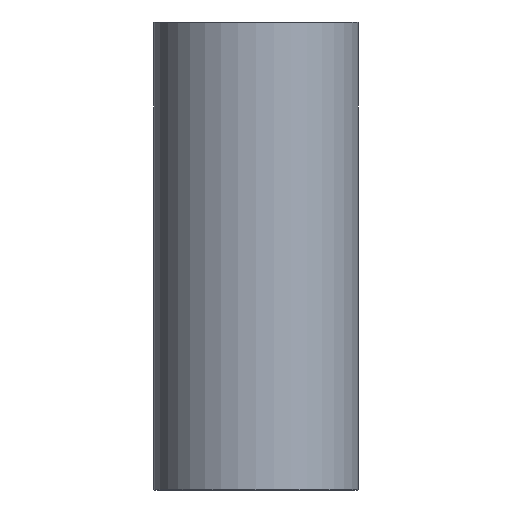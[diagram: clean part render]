
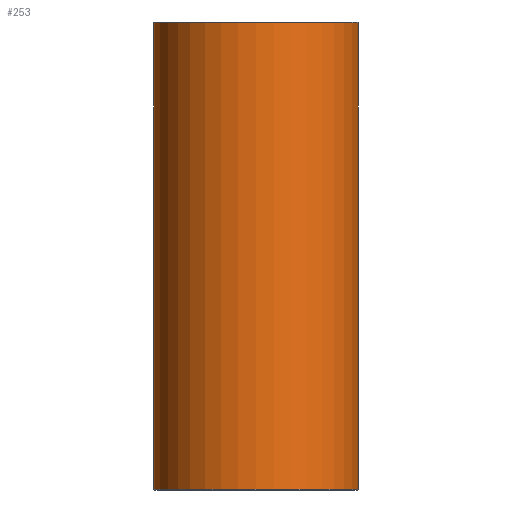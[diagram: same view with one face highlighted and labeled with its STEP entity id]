
A CAD part, left-side view. The second image highlights one B-rep face of the part: STEP entity #253.
In plain terms, the highlighted cylindrical face has radius 91 mm (diameter 182 mm), a full revolution.
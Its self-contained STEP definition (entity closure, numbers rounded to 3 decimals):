
#27=ELLIPSE('',#293,237.794,91.);
#28=ELLIPSE('',#294,98.498,91.);
#29=ELLIPSE('',#296,98.498,91.);
#30=ELLIPSE('',#297,237.794,91.);
#35=LINE('',#437,#44);
#36=LINE('',#443,#45);
#44=VECTOR('',#343,91.);
#45=VECTOR('',#348,91.);
#53=CYLINDRICAL_SURFACE('',#292,91.);
#61=FACE_OUTER_BOUND('',#77,.T.);
#77=EDGE_LOOP('',(#181,#182,#183,#184,#185,#186,#187,#188,#189,#190));
#100=CIRCLE('',#291,91.);
#101=CIRCLE('',#295,91.);
#118=VERTEX_POINT('',#432);
#119=VERTEX_POINT('',#436);
#120=VERTEX_POINT('',#438);
#121=VERTEX_POINT('',#440);
#122=VERTEX_POINT('',#442);
#123=VERTEX_POINT('',#445);
#143=EDGE_CURVE('',#118,#118,#100,.T.);
#144=EDGE_CURVE('',#118,#119,#35,.T.);
#145=EDGE_CURVE('',#119,#120,#27,.T.);
#146=EDGE_CURVE('',#120,#121,#28,.T.);
#147=EDGE_CURVE('',#121,#122,#36,.T.);
#148=EDGE_CURVE('',#122,#122,#101,.T.);
#149=EDGE_CURVE('',#121,#123,#29,.T.);
#150=EDGE_CURVE('',#123,#119,#30,.T.);
#181=ORIENTED_EDGE('',*,*,#143,.F.);
#182=ORIENTED_EDGE('',*,*,#144,.T.);
#183=ORIENTED_EDGE('',*,*,#145,.T.);
#184=ORIENTED_EDGE('',*,*,#146,.T.);
#185=ORIENTED_EDGE('',*,*,#147,.T.);
#186=ORIENTED_EDGE('',*,*,#148,.F.);
#187=ORIENTED_EDGE('',*,*,#147,.F.);
#188=ORIENTED_EDGE('',*,*,#149,.T.);
#189=ORIENTED_EDGE('',*,*,#150,.T.);
#190=ORIENTED_EDGE('',*,*,#144,.F.);
#253=ADVANCED_FACE('',(#61),#53,.T.);
#291=AXIS2_PLACEMENT_3D('',#434,#339,#340);
#292=AXIS2_PLACEMENT_3D('',#435,#341,#342);
#293=AXIS2_PLACEMENT_3D('',#439,#344,#345);
#294=AXIS2_PLACEMENT_3D('',#441,#346,#347);
#295=AXIS2_PLACEMENT_3D('',#444,#349,#350);
#296=AXIS2_PLACEMENT_3D('',#446,#351,#352);
#297=AXIS2_PLACEMENT_3D('',#447,#353,#354);
#339=DIRECTION('center_axis',(0.,0.,-1.));
#340=DIRECTION('ref_axis',(1.,0.,0.));
#341=DIRECTION('center_axis',(0.,0.,-1.));
#342=DIRECTION('ref_axis',(-1.,0.,0.));
#343=DIRECTION('',(0.,0.,1.));
#344=DIRECTION('center_axis',(-0.924,0.,-0.383));
#345=DIRECTION('ref_axis',(0.383,0.,-0.924));
#346=DIRECTION('center_axis',(-0.383,0.,0.924));
#347=DIRECTION('ref_axis',(-0.924,0.,-0.383));
#348=DIRECTION('',(0.,0.,1.));
#349=DIRECTION('center_axis',(0.,0.,1.));
#350=DIRECTION('ref_axis',(1.,0.,0.));
#351=DIRECTION('center_axis',(-0.383,0.,0.924));
#352=DIRECTION('ref_axis',(-0.924,0.,-0.383));
#353=DIRECTION('center_axis',(-0.924,0.,-0.383));
#354=DIRECTION('ref_axis',(0.383,0.,-0.924));
#432=CARTESIAN_POINT('',(91.,0.,-416.5));
#434=CARTESIAN_POINT('Origin',(0.,0.,-416.5));
#435=CARTESIAN_POINT('Origin',(0.,0.,-208.5));
#436=CARTESIAN_POINT('',(91.,0.,-344.693));
#437=CARTESIAN_POINT('',(91.,0.,-208.5));
#438=CARTESIAN_POINT('',(0.,-91.,-125.));
#439=CARTESIAN_POINT('Origin',(0.,0.,-125.));
#440=CARTESIAN_POINT('',(91.,0.,-87.307));
#441=CARTESIAN_POINT('Origin',(0.,0.,-125.));
#442=CARTESIAN_POINT('',(91.,0.,-0.5));
#443=CARTESIAN_POINT('',(91.,0.,-208.5));
#444=CARTESIAN_POINT('Origin',(0.,0.,-0.5));
#445=CARTESIAN_POINT('',(0.,91.,-125.));
#446=CARTESIAN_POINT('Origin',(0.,0.,-125.));
#447=CARTESIAN_POINT('Origin',(0.,0.,-125.));
